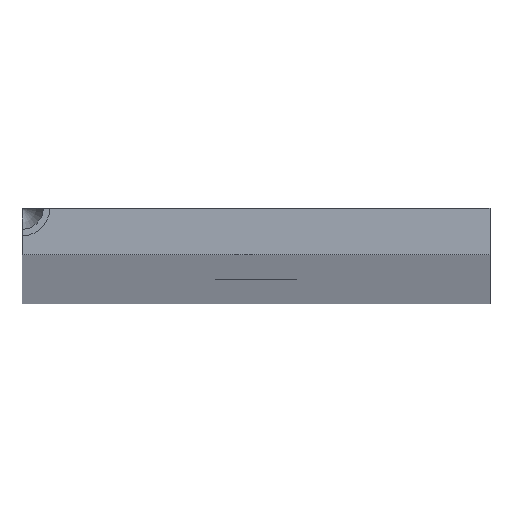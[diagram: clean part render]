
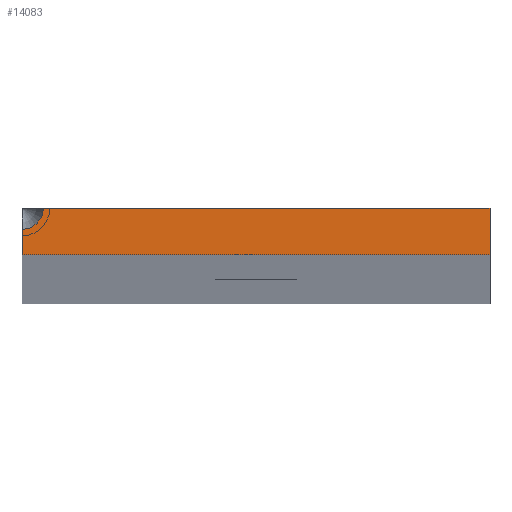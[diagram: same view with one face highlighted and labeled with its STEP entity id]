
A CAD part, top view. The second image highlights one B-rep face of the part: STEP entity #14083.
In plain terms, the highlighted planar face has unit normal (0, 0, 1).
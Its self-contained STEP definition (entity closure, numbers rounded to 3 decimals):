
#866 = CARTESIAN_POINT ( 'NONE',  ( 25., -2.5, 1500. ) ) ;
#908 = CARTESIAN_POINT ( 'NONE',  ( -25., 2.5, 1500. ) ) ;
#1198 = VECTOR ( 'NONE', #11767, 1000. ) ;
#2314 = CARTESIAN_POINT ( 'NONE',  ( -25., 2.5, 1500. ) ) ;
#3597 = CARTESIAN_POINT ( 'NONE',  ( -25., 0.202, 1500. ) ) ;
#4159 = FACE_OUTER_BOUND ( 'NONE', #13052, .T. ) ;
#4392 = AXIS2_PLACEMENT_3D ( 'NONE', #908, #10831, #15263 ) ;
#4427 = CARTESIAN_POINT ( 'NONE',  ( -25., -2.5, 1500. ) ) ;
#5015 = CARTESIAN_POINT ( 'NONE',  ( -22.702, 2.5, 1500. ) ) ;
#5045 = CARTESIAN_POINT ( 'NONE',  ( -25., -2.5, 1500. ) ) ;
#5191 = ORIENTED_EDGE ( 'NONE', *, *, #15667, .T. ) ;
#5361 = VERTEX_POINT ( 'NONE', #5045 ) ;
#5663 = VERTEX_POINT ( 'NONE', #5015 ) ;
#6247 = PLANE ( 'NONE',  #20483 ) ;
#8015 = EDGE_CURVE ( 'NONE', #11398, #5361, #9846, .T. ) ;
#9113 = DIRECTION ( 'NONE',  ( -1., 0., 0. ) ) ;
#9409 = DIRECTION ( 'NONE',  ( -1., 0., 0. ) ) ;
#9846 = LINE ( 'NONE', #4427, #17722 ) ;
#10152 = CARTESIAN_POINT ( 'NONE',  ( -25., -2.5, 1500. ) ) ;
#10378 = VERTEX_POINT ( 'NONE', #13364 ) ;
#10831 = DIRECTION ( 'NONE',  ( 0., 0., 1. ) ) ;
#11015 = DIRECTION ( 'NONE',  ( 0., 1., 0. ) ) ;
#11098 = DIRECTION ( 'NONE',  ( 0., 0., -1. ) ) ;
#11398 = VERTEX_POINT ( 'NONE', #3597 ) ;
#11751 = ORIENTED_EDGE ( 'NONE', *, *, #16560, .T. ) ;
#11767 = DIRECTION ( 'NONE',  ( 1., 0., 0. ) ) ;
#12025 = CARTESIAN_POINT ( 'NONE',  ( 25., -2.5, 1500. ) ) ;
#12935 = VERTEX_POINT ( 'NONE', #12025 ) ;
#13052 = EDGE_LOOP ( 'NONE', ( #16173, #14174, #16758, #11751, #5191 ) ) ;
#13364 = CARTESIAN_POINT ( 'NONE',  ( 25., 2.5, 1500. ) ) ;
#14083 = ADVANCED_FACE ( 'NONE', ( #4159 ), #6247, .F. ) ;
#14174 = ORIENTED_EDGE ( 'NONE', *, *, #8015, .T. ) ;
#14273 = CIRCLE ( 'NONE', #4392, 2.298 ) ;
#14381 = VECTOR ( 'NONE', #9113, 1000. ) ;
#14587 = LINE ( 'NONE', #10152, #1198 ) ;
#14610 = CARTESIAN_POINT ( 'NONE',  ( 0., 0., 1500. ) ) ;
#15263 = DIRECTION ( 'NONE',  ( -1., 0., 0. ) ) ;
#15667 = EDGE_CURVE ( 'NONE', #10378, #5663, #16762, .T. ) ;
#16173 = ORIENTED_EDGE ( 'NONE', *, *, #20566, .F. ) ;
#16466 = LINE ( 'NONE', #866, #18045 ) ;
#16560 = EDGE_CURVE ( 'NONE', #12935, #10378, #16466, .T. ) ;
#16758 = ORIENTED_EDGE ( 'NONE', *, *, #17346, .T. ) ;
#16762 = LINE ( 'NONE', #2314, #14381 ) ;
#17346 = EDGE_CURVE ( 'NONE', #5361, #12935, #14587, .T. ) ;
#17722 = VECTOR ( 'NONE', #18017, 1000. ) ;
#18017 = DIRECTION ( 'NONE',  ( 0., -1., 0. ) ) ;
#18045 = VECTOR ( 'NONE', #11015, 1000. ) ;
#20483 = AXIS2_PLACEMENT_3D ( 'NONE', #14610, #11098, #9409 ) ;
#20566 = EDGE_CURVE ( 'NONE', #11398, #5663, #14273, .T. ) ;
